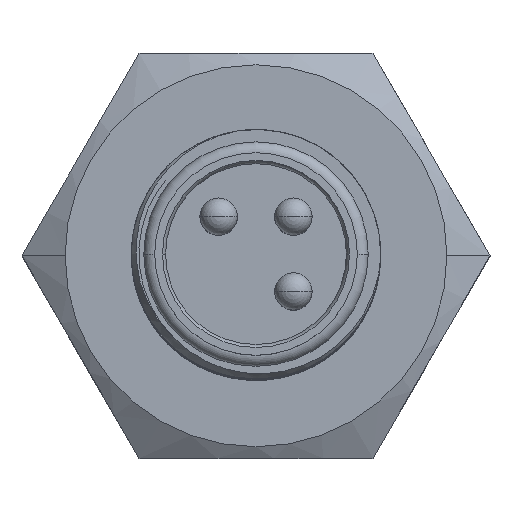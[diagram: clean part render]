
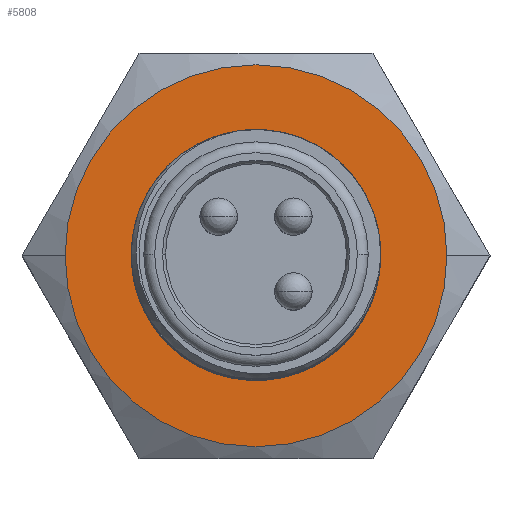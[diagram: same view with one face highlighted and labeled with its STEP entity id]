
A CAD part, top view. The second image highlights one B-rep face of the part: STEP entity #5808.
In plain terms, the highlighted planar face has unit normal (0, 0, 1).
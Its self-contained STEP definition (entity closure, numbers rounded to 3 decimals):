
#4177=CARTESIAN_POINT('',(0.,0.,23.438));
#4178=DIRECTION('',(0.,0.,1.));
#4179=DIRECTION('',(1.,0.,0.));
#4180=AXIS2_PLACEMENT_3D('',#4177,#4178,#4179);
#4182=CARTESIAN_POINT('',(0.,0.,23.438));
#4183=DIRECTION('',(0.,0.,1.));
#4184=DIRECTION('',(-1.,0.,0.));
#4185=AXIS2_PLACEMENT_3D('',#4182,#4183,#4184);
#4187=CARTESIAN_POINT('',(-0.92,-3.893,
23.438));
#4188=CARTESIAN_POINT('',(-0.71,-3.936,
23.438));
#4189=CARTESIAN_POINT('',(-0.291,-3.989,
23.438));
#4190=CARTESIAN_POINT('',(0.344,-3.966,
23.438));
#4191=CARTESIAN_POINT('',(0.963,-3.845,
23.438));
#4192=CARTESIAN_POINT('',(1.555,-3.626,23.438));
#4193=CARTESIAN_POINT('',(2.096,-3.324,23.438));
#4194=CARTESIAN_POINT('',(2.583,-2.939,23.438));
#4195=CARTESIAN_POINT('',(3.002,-2.484,23.438));
#4196=CARTESIAN_POINT('',(3.339,-1.971,23.438));
#4197=CARTESIAN_POINT('',(3.594,-1.408,23.438));
#4198=CARTESIAN_POINT('',(3.754,-0.82,
23.438));
#4199=CARTESIAN_POINT('',(3.82,-0.213,
23.438));
#4200=CARTESIAN_POINT('',(3.79,0.387,23.438));
#4201=CARTESIAN_POINT('',(3.664,0.979,23.438));
#4202=CARTESIAN_POINT('',(3.521,1.349,23.438));
#4203=CARTESIAN_POINT('',(3.434,1.53,23.438));
#4205=CARTESIAN_POINT('',(-3.692,1.538,23.438));
#4206=CARTESIAN_POINT('',(-3.612,1.732,23.438));
#4207=CARTESIAN_POINT('',(-3.422,2.103,23.438));
#4208=CARTESIAN_POINT('',(-3.05,2.614,23.438));
#4209=CARTESIAN_POINT('',(-2.602,3.059,23.438));
#4210=CARTESIAN_POINT('',(-2.097,3.426,23.438));
#4211=CARTESIAN_POINT('',(-1.531,3.713,23.438));
#4212=CARTESIAN_POINT('',(-0.93,3.907,
23.438));
#4213=CARTESIAN_POINT('',(-0.305,4.005,
23.438));
#4214=CARTESIAN_POINT('',(0.324,4.003,23.438));
#4215=CARTESIAN_POINT('',(0.94,3.905,23.438));
#4216=CARTESIAN_POINT('',(1.541,3.709,23.438));
#4217=CARTESIAN_POINT('',(2.103,3.422,23.438));
#4218=CARTESIAN_POINT('',(2.613,3.05,23.438));
#4219=CARTESIAN_POINT('',(3.058,2.604,23.438));
#4220=CARTESIAN_POINT('',(3.427,2.095,23.438));
#4221=CARTESIAN_POINT('',(3.711,1.536,23.438));
#4222=CARTESIAN_POINT('',(3.905,0.94,23.438));
#4223=CARTESIAN_POINT('',(4.003,0.321,23.438));
#4224=CARTESIAN_POINT('',(4.005,-0.307,
23.438));
#4225=CARTESIAN_POINT('',(3.908,-0.927,
23.438));
#4226=CARTESIAN_POINT('',(3.715,-1.527,23.438));
#4227=CARTESIAN_POINT('',(3.433,-2.084,23.438));
#4228=CARTESIAN_POINT('',(3.066,-2.595,23.438));
#4229=CARTESIAN_POINT('',(2.62,-3.044,23.438));
#4230=CARTESIAN_POINT('',(2.111,-3.417,23.438));
#4231=CARTESIAN_POINT('',(1.547,-3.706,23.438));
#4232=CARTESIAN_POINT('',(0.956,-3.901,
23.438));
#4233=CARTESIAN_POINT('',(0.334,-4.003,
23.438));
#4234=CARTESIAN_POINT('',(-0.298,-4.005,
23.438));
#4235=CARTESIAN_POINT('',(-0.713,-3.942,
23.438));
#4236=CARTESIAN_POINT('',(-0.92,-3.893,
23.438));
#4238=CARTESIAN_POINT('',(3.434,1.53,23.438));
#4239=CARTESIAN_POINT('',(3.358,1.714,23.438));
#4240=CARTESIAN_POINT('',(3.18,2.065,23.438));
#4241=CARTESIAN_POINT('',(2.833,2.544,23.438));
#4242=CARTESIAN_POINT('',(2.41,2.97,23.438));
#4243=CARTESIAN_POINT('',(1.932,3.318,23.438));
#4244=CARTESIAN_POINT('',(1.395,3.593,23.438));
#4245=CARTESIAN_POINT('',(0.823,3.783,23.438));
#4246=CARTESIAN_POINT('',(0.227,3.88,23.438));
#4247=CARTESIAN_POINT('',(-0.377,3.886,
23.438));
#4248=CARTESIAN_POINT('',(-0.977,3.797,
23.438));
#4249=CARTESIAN_POINT('',(-1.558,3.616,23.438));
#4250=CARTESIAN_POINT('',(-2.103,3.345,23.438));
#4251=CARTESIAN_POINT('',(-2.602,2.994,23.438));
#4252=CARTESIAN_POINT('',(-3.041,2.572,23.438));
#4253=CARTESIAN_POINT('',(-3.414,2.083,23.438));
#4254=CARTESIAN_POINT('',(-3.608,1.726,23.438));
#4255=CARTESIAN_POINT('',(-3.692,1.538,23.438));
#4257=CARTESIAN_POINT('',(0.,0.,23.438));
#4258=DIRECTION('',(0.,0.,-1.));
#4259=DIRECTION('',(1.,0.,0.));
#4260=AXIS2_PLACEMENT_3D('',#4257,#4258,#4259);
#4262=CARTESIAN_POINT('',(0.,0.,23.438));
#4263=DIRECTION('',(0.,0.,-1.));
#4264=DIRECTION('',(-1.,0.,0.));
#4265=AXIS2_PLACEMENT_3D('',#4262,#4263,#4264);
#4590=CARTESIAN_POINT('',(3.434,1.53,23.438));
#4899=CARTESIAN_POINT('',(-0.92,-3.893,
23.438));
#5645=CARTESIAN_POINT('',(6.125,0.,23.438));
#5646=CARTESIAN_POINT('',(-6.125,0.,23.438));
#5647=VERTEX_POINT('',#5645);
#5648=VERTEX_POINT('',#5646);
#5667=VERTEX_POINT('',#4899);
#5702=VERTEX_POINT('',#4590);
#5717=VERTEX_POINT('',#4255);
#5736=CARTESIAN_POINT('',(-3.674,0.,23.438));
#5738=VERTEX_POINT('',#5736);
#5744=CARTESIAN_POINT('',(3.674,0.,23.438));
#5745=VERTEX_POINT('',#5744);
#5784=CARTESIAN_POINT('',(3.753,-6.5,23.438));
#5785=DIRECTION('',(0.,0.,1.));
#5786=DIRECTION('',(1.,0.,0.));
#5787=AXIS2_PLACEMENT_3D('',#5784,#5785,#5786);
#5788=PLANE('',#5787);
#5789=ORIENTED_EDGE('',*,*,#5770,.F.);
#5791=ORIENTED_EDGE('',*,*,#5790,.F.);
#5792=EDGE_LOOP('',(#5789,#5791));
#5793=FACE_OUTER_BOUND('',#5792,.F.);
#5795=ORIENTED_EDGE('',*,*,#5794,.F.);
#5797=ORIENTED_EDGE('',*,*,#5796,.F.);
#5799=ORIENTED_EDGE('',*,*,#5798,.F.);
#5800=EDGE_LOOP('',(#5795,#5797,#5799));
#5801=FACE_BOUND('',#5800,.F.);
#5803=ORIENTED_EDGE('',*,*,#5802,.F.);
#5805=ORIENTED_EDGE('',*,*,#5804,.F.);
#5806=EDGE_LOOP('',(#5803,#5805));
#5807=FACE_BOUND('',#5806,.F.);
#4181=CIRCLE('',#4180,6.125);
#4186=CIRCLE('',#4185,6.125);
#4204=B_SPLINE_CURVE_WITH_KNOTS('',3,(#4187,#4188,#4189,#4190,#4191,#4192,#4193,
#4194,#4195,#4196,#4197,#4198,#4199,#4200,#4201,#4202,#4203),.UNSPECIFIED.,.F.,
.F.,(4,1,1,1,1,1,1,1,1,1,1,1,1,1,4),(0.,0.071,0.143,
0.214,0.286,0.357,0.429,0.5,
0.571,0.643,0.714,0.786,
0.857,0.929,1.),.UNSPECIFIED.);
#4237=B_SPLINE_CURVE_WITH_KNOTS('',3,(#4205,#4206,#4207,#4208,#4209,#4210,#4211,
#4212,#4213,#4214,#4215,#4216,#4217,#4218,#4219,#4220,#4221,#4222,#4223,#4224,
#4225,#4226,#4227,#4228,#4229,#4230,#4231,#4232,#4233,#4234,#4235,#4236),
.UNSPECIFIED.,.F.,.F.,(4,1,1,1,1,1,1,1,1,1,1,1,1,1,1,1,1,1,1,1,1,1,1,1,1,1,1,1,
1,4),(0.,0.034,0.069,0.103,
0.138,0.172,0.207,0.241,
0.276,0.31,0.345,0.379,
0.414,0.448,0.483,0.517,
0.552,0.586,0.621,0.655,
0.69,0.724,0.759,0.793,
0.828,0.862,0.897,0.931,
0.966,1.),.UNSPECIFIED.);
#4256=B_SPLINE_CURVE_WITH_KNOTS('',3,(#4238,#4239,#4240,#4241,#4242,#4243,#4244,
#4245,#4246,#4247,#4248,#4249,#4250,#4251,#4252,#4253,#4254,#4255),
.UNSPECIFIED.,.F.,.F.,(4,1,1,1,1,1,1,1,1,1,1,1,1,1,1,4),(0.,0.067,
0.133,0.2,0.267,0.333,0.4,
0.467,0.533,0.6,0.667,0.733,
0.8,0.867,0.933,1.),.UNSPECIFIED.);
#4261=CIRCLE('',#4260,3.674);
#4266=CIRCLE('',#4265,3.674);
#5770=EDGE_CURVE('',#5647,#5648,#4181,.T.);
#5790=EDGE_CURVE('',#5648,#5647,#4186,.T.);
#5794=EDGE_CURVE('',#5667,#5702,#4204,.T.);
#5796=EDGE_CURVE('',#5717,#5667,#4237,.T.);
#5798=EDGE_CURVE('',#5702,#5717,#4256,.T.);
#5802=EDGE_CURVE('',#5745,#5738,#4261,.T.);
#5804=EDGE_CURVE('',#5738,#5745,#4266,.T.);
#5808=ADVANCED_FACE('',(#5793,#5801,#5807),#5788,.T.);
